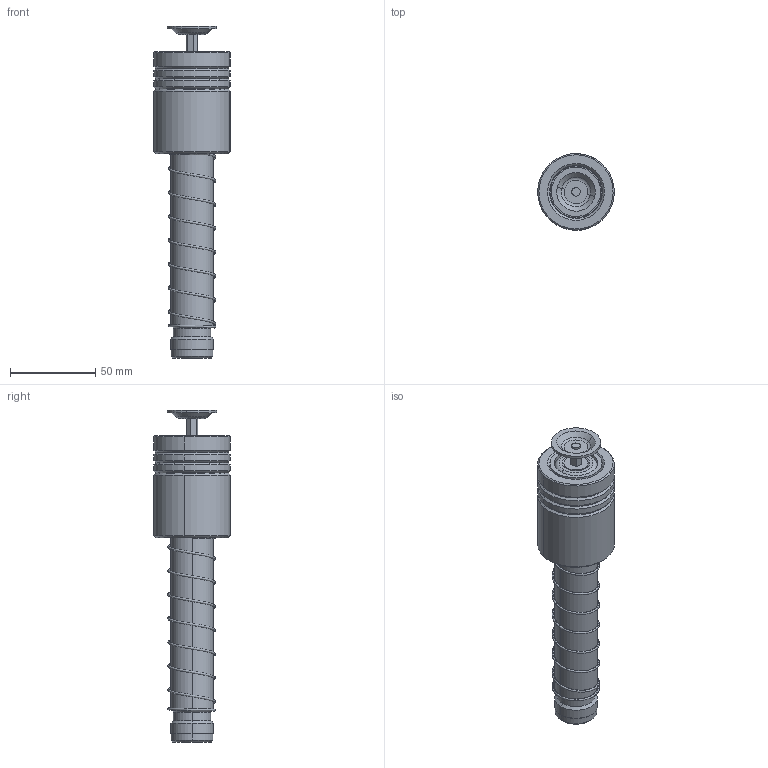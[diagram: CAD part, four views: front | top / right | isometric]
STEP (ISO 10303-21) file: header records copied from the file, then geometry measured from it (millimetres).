
FILE_DESCRIPTION (( 'STEP AP214' ), '1' );
FILE_NAME ('EMJ EMS-D25-L180 (BL-60).STEP', '2021-09-23T03:52:40', ( '' ), ( '' ), 'SwSTEP 2.0', 'SolidWorks 2016', '' );
FILE_SCHEMA (( 'AUTOMOTIVE_DESIGN' ));
Length unit declared in the file: millimetre
Products named in the file (181): BALL-D3; MGM-D25-L180; GTM-3-縐种; HWP-D27.5-d25.5-L100; EMJ EMS-D25-L180 (BL-60); GTM-M12蹟簽; TBB-D45-d31-L60; BJ BS-30.5-25.5-L60郪蚾; BJ-D30.5-25.5-L60; GTM-29郪蚾; GTM-29
Assembly tree (174 placements, depth 3):
  BALL-D3
  BALL-D3
  BALL-D3
  BALL-D3
  BALL-D3
Bounding box: 44.97 x 44.99 x 195 mm (x, y, z)
Volume: 149841.8 mm3; surface area: 57554.2 mm2
Topology: 167 solids, 167 shells, 809 faces, 3304 edges, 2193 vertices
Faces by surface type: sphere 640, cylinder 50, plane 41, cone 34, torus 22, bspline 22
Entity records: 36084 total; most frequent: CARTESIAN_POINT 20336, ORIENTED_EDGE 2746, DIRECTION 2416, EDGE_CURVE 1373, AXIS2_PLACEMENT_3D 1130, VERTEX_POINT 893, EDGE_LOOP 814, B_SPLINE_CURVE_WITH_KNOTS 720
